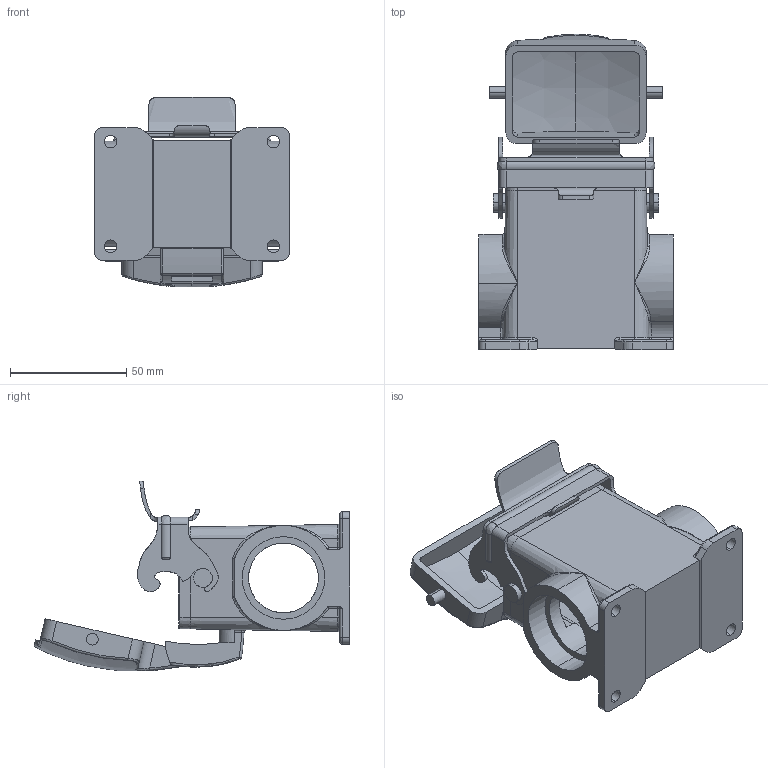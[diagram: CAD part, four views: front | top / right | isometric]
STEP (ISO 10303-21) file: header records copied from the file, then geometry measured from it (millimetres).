
FILE_DESCRIPTION (( 'STEP AP214' ), '1' );
FILE_NAME ('ZP-MC06B-2-SSM29CL.step', '2015-08-12T18:05:25', ( '' ), ( '' ), 'SwSTEP 2.0', 'SolidWorks 2014', '' );
FILE_SCHEMA (( 'AUTOMOTIVE_DESIGN' ));
Length unit declared in the file: millimetre
Products named in the file (1): ZP-MC06B-2-SSM29CL
Bounding box: 83.5 x 135.6 x 81.57 mm (x, y, z)
Volume: 132735.6 mm3; surface area: 59296.8 mm2
Topology: 3 solids, 3 shells, 401 faces, 1005 edges, 613 vertices
Faces by surface type: plane 153, cylinder 134, bspline 48, torus 34, cone 20, sphere 12
Entity records: 17401 total; most frequent: CARTESIAN_POINT 5648, ORIENTED_EDGE 1986, DIRECTION 1851, EDGE_CURVE 993, AXIS2_PLACEMENT_3D 693, VERTEX_POINT 613, VECTOR 465, LINE 465
